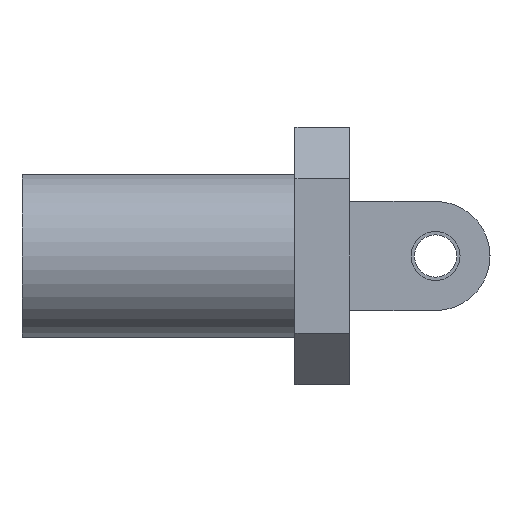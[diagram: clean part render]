
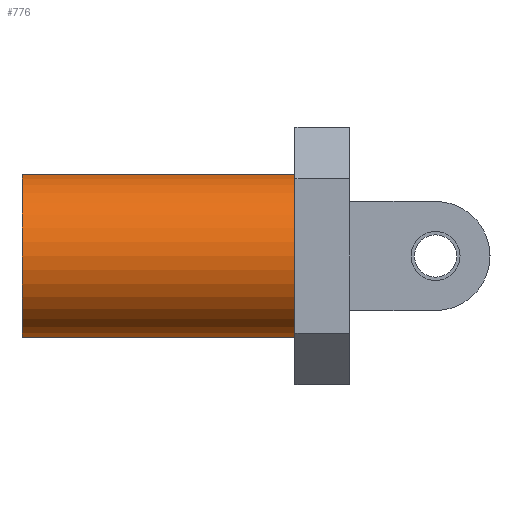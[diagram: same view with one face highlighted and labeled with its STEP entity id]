
A CAD part, left-side view. The second image highlights one B-rep face of the part: STEP entity #776.
In plain terms, the highlighted cylindrical face has radius 4.76 mm (diameter 9.52 mm), a full revolution.
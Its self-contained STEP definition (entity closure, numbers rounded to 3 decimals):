
#31=LINE('',#1060,#87);
#32=LINE('',#1061,#88);
#87=VECTOR('',#894,1000.);
#88=VECTOR('',#895,1000.);
#171=ORIENTED_EDGE('',*,*,#319,.T.);
#172=ORIENTED_EDGE('',*,*,#320,.F.);
#173=ORIENTED_EDGE('',*,*,#321,.T.);
#174=ORIENTED_EDGE('',*,*,#318,.F.);
#175=ORIENTED_EDGE('',*,*,#322,.F.);
#318=EDGE_CURVE('',#392,#388,#433,.T.);
#319=EDGE_CURVE('',#393,#393,#434,.T.);
#320=EDGE_CURVE('',#394,#395,#435,.F.);
#321=EDGE_CURVE('',#394,#388,#31,.T.);
#322=EDGE_CURVE('',#395,#392,#32,.T.);
#388=VERTEX_POINT('',#1044);
#392=VERTEX_POINT('',#1052);
#393=VERTEX_POINT('',#1056);
#394=VERTEX_POINT('',#1058);
#395=VERTEX_POINT('',#1059);
#433=CIRCLE('',#817,4.76);
#434=CIRCLE('',#819,4.76);
#435=CIRCLE('',#820,4.76);
#451=EDGE_LOOP('',(#171));
#452=EDGE_LOOP('',(#172,#173,#174,#175));
#497=FACE_BOUND('',#451,.T.);
#498=FACE_BOUND('',#452,.T.);
#540=CYLINDRICAL_SURFACE('',#818,4.76);
#776=ADVANCED_FACE('',(#497,#498),#540,.T.);
#817=AXIS2_PLACEMENT_3D('',#1053,#886,#887);
#818=AXIS2_PLACEMENT_3D('',#1054,#888,#889);
#819=AXIS2_PLACEMENT_3D('',#1055,#890,#891);
#820=AXIS2_PLACEMENT_3D('',#1057,#892,#893);
#886=DIRECTION('',(0.,-1.,0.));
#887=DIRECTION('',(1.,0.,0.));
#888=DIRECTION('',(0.,-1.,0.));
#889=DIRECTION('',(0.,0.,-1.));
#890=DIRECTION('',(0.,-1.,0.));
#891=DIRECTION('',(1.,0.,0.));
#892=DIRECTION('',(0.,1.,0.));
#893=DIRECTION('',(0.,0.,1.));
#894=DIRECTION('',(0.,-1.,0.));
#895=DIRECTION('',(0.,-1.,0.));
#1044=CARTESIAN_POINT('',(0.,1.588,-4.76));
#1052=CARTESIAN_POINT('',(0.,1.588,4.76));
#1053=CARTESIAN_POINT('',(0.,1.588,0.));
#1054=CARTESIAN_POINT('',(0.,17.468,0.));
#1055=CARTESIAN_POINT('',(0.,17.468,0.));
#1056=CARTESIAN_POINT('',(4.76,17.468,0.));
#1057=CARTESIAN_POINT('',(0.,14.468,0.));
#1058=CARTESIAN_POINT('',(0.,14.468,-4.76));
#1059=CARTESIAN_POINT('',(0.,14.468,4.76));
#1060=CARTESIAN_POINT('',(0.,14.468,-4.76));
#1061=CARTESIAN_POINT('',(0.,14.468,4.76));
